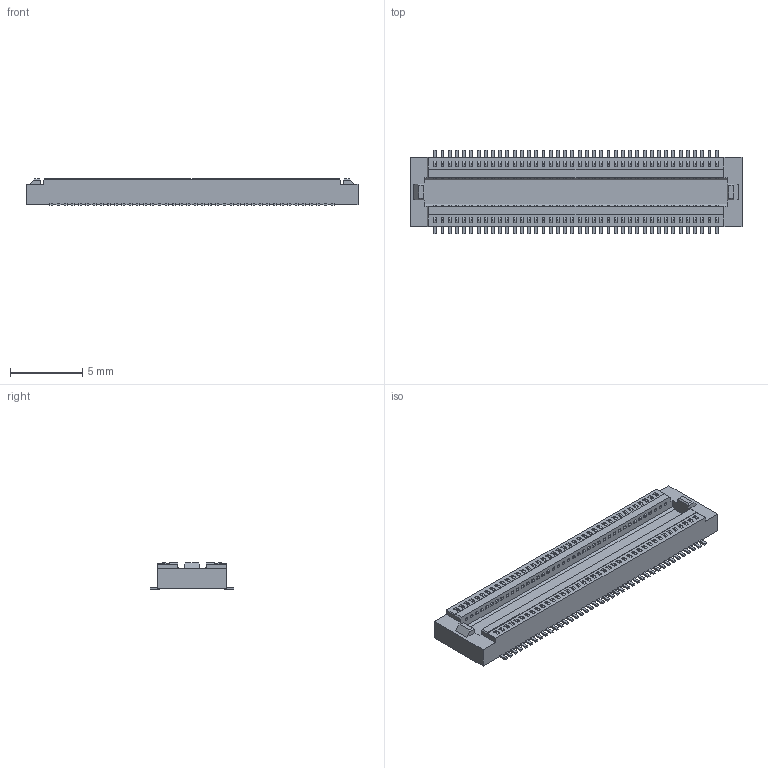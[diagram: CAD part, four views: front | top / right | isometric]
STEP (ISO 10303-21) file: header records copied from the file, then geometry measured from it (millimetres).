
FILE_DESCRIPTION (( 'STEP AP214' ), '1' );
FILE_NAME ('axk5f80547y.stp', '2007-10-16T02:29:44', ( '' ), ( 'PanasonicCorporation' ), '', '', '' );
FILE_SCHEMA (( 'AUTOMOTIVE_DESIGN' ));
Length unit declared in the file: millimetre
Products named in the file (1): axk5f80547y
Bounding box: 23 x 5.8 x 1.85 mm (x, y, z)
Volume: 149.1 mm3; surface area: 396.5 mm2
Topology: 1 solids, 1 shells, 1402 faces, 3716 edges, 2476 vertices
Faces by surface type: plane 1002, cylinder 400
Entity records: 43331 total; most frequent: CARTESIAN_POINT 7595, ORIENTED_EDGE 7432, DIRECTION 7322, EDGE_CURVE 3716, VECTOR 2916, LINE 2916, VERTEX_POINT 2476, AXIS2_PLACEMENT_3D 2203
